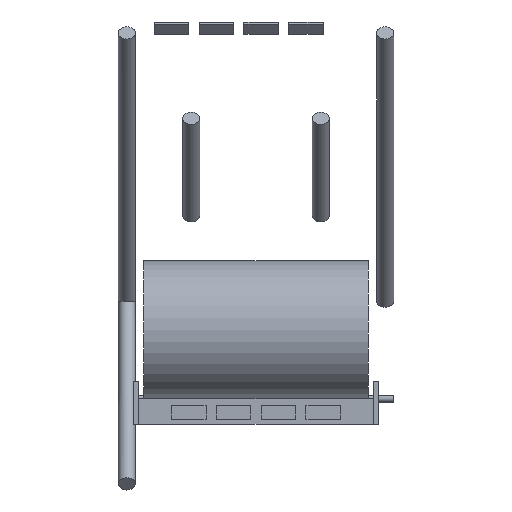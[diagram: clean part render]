
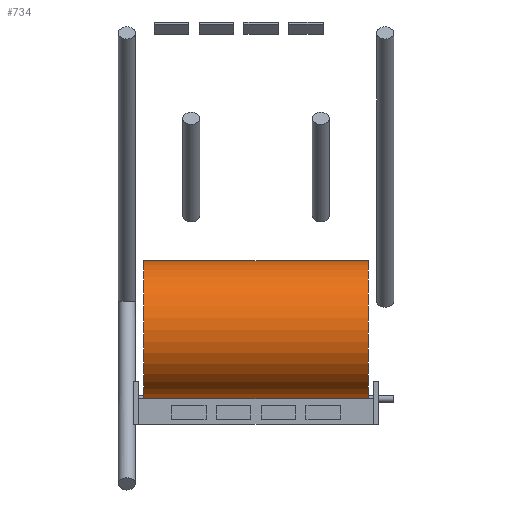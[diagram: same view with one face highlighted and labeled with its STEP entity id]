
A CAD part, front view. The second image highlights one B-rep face of the part: STEP entity #734.
In plain terms, the highlighted cylindrical face has radius 40 mm (diameter 80 mm), a full revolution.
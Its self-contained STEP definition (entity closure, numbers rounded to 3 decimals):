
#734 = ADVANCED_FACE('',(#735),#749,.T.);
#735 = FACE_BOUND('',#736,.F.);
#736 = EDGE_LOOP('',(#737,#767,#794,#795));
#737 = ORIENTED_EDGE('',*,*,#738,.T.);
#738 = EDGE_CURVE('',#739,#741,#743,.T.);
#739 = VERTEX_POINT('',#740);
#740 = CARTESIAN_POINT('',(-65.,40.,55.));
#741 = VERTEX_POINT('',#742);
#742 = CARTESIAN_POINT('',(65.,40.,55.));
#743 = SEAM_CURVE('',#744,(#748,#760),.PCURVE_S1.);
#744 = LINE('',#745,#746);
#745 = CARTESIAN_POINT('',(-65.,40.,55.));
#746 = VECTOR('',#747,1.);
#747 = DIRECTION('',(1.,0.,0.));
#748 = PCURVE('',#749,#754);
#749 = CYLINDRICAL_SURFACE('',#750,40.);
#750 = AXIS2_PLACEMENT_3D('',#751,#752,#753);
#751 = CARTESIAN_POINT('',(-65.,0.,55.));
#752 = DIRECTION('',(-1.,-0.,-0.));
#753 = DIRECTION('',(0.,1.,0.));
#754 = DEFINITIONAL_REPRESENTATION('',(#755),#759);
#755 = LINE('',#756,#757);
#756 = CARTESIAN_POINT('',(-0.,0.));
#757 = VECTOR('',#758,1.);
#758 = DIRECTION('',(-0.,-1.));
#759 = ( GEOMETRIC_REPRESENTATION_CONTEXT(2) 
PARAMETRIC_REPRESENTATION_CONTEXT() REPRESENTATION_CONTEXT('2D SPACE',''
  ) );
#760 = PCURVE('',#749,#761);
#761 = DEFINITIONAL_REPRESENTATION('',(#762),#766);
#762 = LINE('',#763,#764);
#763 = CARTESIAN_POINT('',(-6.283,0.));
#764 = VECTOR('',#765,1.);
#765 = DIRECTION('',(-0.,-1.));
#766 = ( GEOMETRIC_REPRESENTATION_CONTEXT(2) 
PARAMETRIC_REPRESENTATION_CONTEXT() REPRESENTATION_CONTEXT('2D SPACE',''
  ) );
#767 = ORIENTED_EDGE('',*,*,#768,.T.);
#768 = EDGE_CURVE('',#741,#741,#769,.T.);
#769 = SURFACE_CURVE('',#770,(#775,#782),.PCURVE_S1.);
#770 = CIRCLE('',#771,40.);
#771 = AXIS2_PLACEMENT_3D('',#772,#773,#774);
#772 = CARTESIAN_POINT('',(65.,0.,55.));
#773 = DIRECTION('',(1.,0.,0.));
#774 = DIRECTION('',(0.,1.,0.));
#775 = PCURVE('',#749,#776);
#776 = DEFINITIONAL_REPRESENTATION('',(#777),#781);
#777 = LINE('',#778,#779);
#778 = CARTESIAN_POINT('',(-0.,-130.));
#779 = VECTOR('',#780,1.);
#780 = DIRECTION('',(-1.,0.));
#781 = ( GEOMETRIC_REPRESENTATION_CONTEXT(2) 
PARAMETRIC_REPRESENTATION_CONTEXT() REPRESENTATION_CONTEXT('2D SPACE',''
  ) );
#782 = PCURVE('',#783,#788);
#783 = PLANE('',#784);
#784 = AXIS2_PLACEMENT_3D('',#785,#786,#787);
#785 = CARTESIAN_POINT('',(65.,0.,55.));
#786 = DIRECTION('',(1.,0.,0.));
#787 = DIRECTION('',(-0.,0.,1.));
#788 = DEFINITIONAL_REPRESENTATION('',(#789),#793);
#789 = CIRCLE('',#790,40.);
#790 = AXIS2_PLACEMENT_2D('',#791,#792);
#791 = CARTESIAN_POINT('',(0.,0.));
#792 = DIRECTION('',(0.,-1.));
#793 = ( GEOMETRIC_REPRESENTATION_CONTEXT(2) 
PARAMETRIC_REPRESENTATION_CONTEXT() REPRESENTATION_CONTEXT('2D SPACE',''
  ) );
#794 = ORIENTED_EDGE('',*,*,#738,.F.);
#795 = ORIENTED_EDGE('',*,*,#796,.F.);
#796 = EDGE_CURVE('',#739,#739,#797,.T.);
#797 = SURFACE_CURVE('',#798,(#803,#810),.PCURVE_S1.);
#798 = CIRCLE('',#799,40.);
#799 = AXIS2_PLACEMENT_3D('',#800,#801,#802);
#800 = CARTESIAN_POINT('',(-65.,0.,55.));
#801 = DIRECTION('',(1.,0.,0.));
#802 = DIRECTION('',(0.,1.,0.));
#803 = PCURVE('',#749,#804);
#804 = DEFINITIONAL_REPRESENTATION('',(#805),#809);
#805 = LINE('',#806,#807);
#806 = CARTESIAN_POINT('',(-0.,0.));
#807 = VECTOR('',#808,1.);
#808 = DIRECTION('',(-1.,0.));
#809 = ( GEOMETRIC_REPRESENTATION_CONTEXT(2) 
PARAMETRIC_REPRESENTATION_CONTEXT() REPRESENTATION_CONTEXT('2D SPACE',''
  ) );
#810 = PCURVE('',#811,#816);
#811 = PLANE('',#812);
#812 = AXIS2_PLACEMENT_3D('',#813,#814,#815);
#813 = CARTESIAN_POINT('',(-65.,0.,55.));
#814 = DIRECTION('',(1.,0.,0.));
#815 = DIRECTION('',(-0.,0.,1.));
#816 = DEFINITIONAL_REPRESENTATION('',(#817),#821);
#817 = CIRCLE('',#818,40.);
#818 = AXIS2_PLACEMENT_2D('',#819,#820);
#819 = CARTESIAN_POINT('',(0.,0.));
#820 = DIRECTION('',(0.,-1.));
#821 = ( GEOMETRIC_REPRESENTATION_CONTEXT(2) 
PARAMETRIC_REPRESENTATION_CONTEXT() REPRESENTATION_CONTEXT('2D SPACE',''
  ) );
